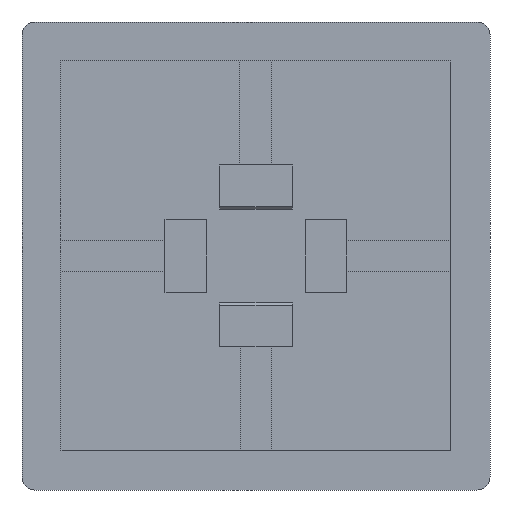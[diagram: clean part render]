
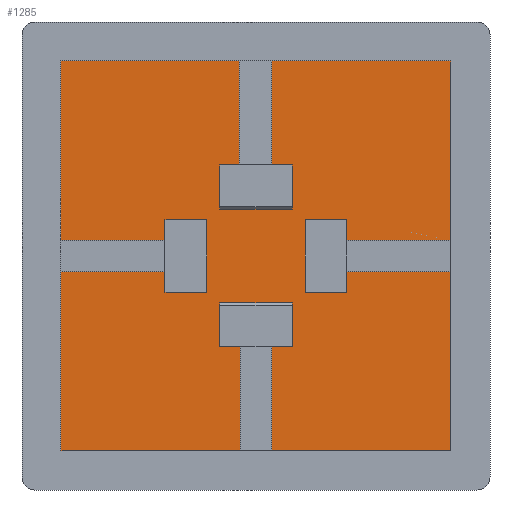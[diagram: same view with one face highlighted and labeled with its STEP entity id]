
A CAD part, front view. The second image highlights one B-rep face of the part: STEP entity #1285.
In plain terms, the highlighted planar face has unit normal (0, -1, 0).
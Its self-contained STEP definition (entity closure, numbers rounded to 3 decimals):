
#47=PLANE('',#1367);
#115=FACE_OUTER_BOUND('',#187,.T.);
#187=EDGE_LOOP('',(#1029,#1030,#1031,#1032,#1033,#1034,#1035,#1036,#1037,
#1038,#1039,#1040,#1041,#1042,#1043,#1044,#1045,#1046,#1047,#1048,#1049,
#1050,#1051,#1052,#1053,#1054,#1055,#1056,#1057,#1058,#1059,#1060,#1061,
#1062,#1063,#1064));
#268=LINE('',#1948,#430);
#272=LINE('',#1956,#434);
#275=LINE('',#1962,#437);
#279=LINE('',#1969,#441);
#281=LINE('',#1974,#443);
#285=LINE('',#1981,#447);
#286=LINE('',#1984,#448);
#290=LINE('',#1991,#452);
#291=LINE('',#1994,#453);
#292=LINE('',#1996,#454);
#293=LINE('',#1998,#455);
#294=LINE('',#2000,#456);
#295=LINE('',#2002,#457);
#296=LINE('',#2004,#458);
#297=LINE('',#2006,#459);
#298=LINE('',#2007,#460);
#299=LINE('',#2009,#461);
#300=LINE('',#2011,#462);
#301=LINE('',#2013,#463);
#302=LINE('',#2015,#464);
#303=LINE('',#2017,#465);
#304=LINE('',#2019,#466);
#305=LINE('',#2020,#467);
#306=LINE('',#2022,#468);
#307=LINE('',#2024,#469);
#308=LINE('',#2026,#470);
#309=LINE('',#2028,#471);
#310=LINE('',#2030,#472);
#311=LINE('',#2032,#473);
#312=LINE('',#2033,#474);
#313=LINE('',#2035,#475);
#314=LINE('',#2037,#476);
#315=LINE('',#2039,#477);
#316=LINE('',#2041,#478);
#317=LINE('',#2043,#479);
#318=LINE('',#2044,#480);
#430=VECTOR('',#1500,6.9);
#434=VECTOR('',#1504,6.9);
#437=VECTOR('',#1509,6.9);
#441=VECTOR('',#1513,6.9);
#443=VECTOR('',#1517,6.849);
#447=VECTOR('',#1521,6.9);
#448=VECTOR('',#1524,6.9);
#452=VECTOR('',#1528,6.9);
#453=VECTOR('',#1531,4.);
#454=VECTOR('',#1532,4.);
#455=VECTOR('',#1533,0.8);
#456=VECTOR('',#1534,1.6);
#457=VECTOR('',#1535,2.8);
#458=VECTOR('',#1536,1.6);
#459=VECTOR('',#1537,0.8);
#460=VECTOR('',#1538,4.);
#461=VECTOR('',#1539,4.);
#462=VECTOR('',#1540,0.8);
#463=VECTOR('',#1541,1.6);
#464=VECTOR('',#1542,2.8);
#465=VECTOR('',#1543,1.6);
#466=VECTOR('',#1544,0.749);
#467=VECTOR('',#1545,4.);
#468=VECTOR('',#1546,4.);
#469=VECTOR('',#1547,0.8);
#470=VECTOR('',#1548,1.6);
#471=VECTOR('',#1549,2.8);
#472=VECTOR('',#1550,1.6);
#473=VECTOR('',#1551,0.8);
#474=VECTOR('',#1552,4.);
#475=VECTOR('',#1553,4.);
#476=VECTOR('',#1554,0.8);
#477=VECTOR('',#1555,1.6);
#478=VECTOR('',#1556,2.8);
#479=VECTOR('',#1557,1.6);
#480=VECTOR('',#1558,0.8);
#611=VERTEX_POINT('',#1945);
#612=VERTEX_POINT('',#1947);
#615=VERTEX_POINT('',#1953);
#616=VERTEX_POINT('',#1955);
#617=VERTEX_POINT('',#1959);
#618=VERTEX_POINT('',#1961);
#621=VERTEX_POINT('',#1967);
#622=VERTEX_POINT('',#1971);
#623=VERTEX_POINT('',#1973);
#626=VERTEX_POINT('',#1979);
#627=VERTEX_POINT('',#1983);
#630=VERTEX_POINT('',#1989);
#631=VERTEX_POINT('',#1993);
#632=VERTEX_POINT('',#1995);
#633=VERTEX_POINT('',#1997);
#634=VERTEX_POINT('',#1999);
#635=VERTEX_POINT('',#2001);
#636=VERTEX_POINT('',#2003);
#637=VERTEX_POINT('',#2005);
#638=VERTEX_POINT('',#2008);
#639=VERTEX_POINT('',#2010);
#640=VERTEX_POINT('',#2012);
#641=VERTEX_POINT('',#2014);
#642=VERTEX_POINT('',#2016);
#643=VERTEX_POINT('',#2018);
#644=VERTEX_POINT('',#2021);
#645=VERTEX_POINT('',#2023);
#646=VERTEX_POINT('',#2025);
#647=VERTEX_POINT('',#2027);
#648=VERTEX_POINT('',#2029);
#649=VERTEX_POINT('',#2031);
#650=VERTEX_POINT('',#2034);
#651=VERTEX_POINT('',#2036);
#652=VERTEX_POINT('',#2038);
#653=VERTEX_POINT('',#2040);
#654=VERTEX_POINT('',#2042);
#756=EDGE_CURVE('',#612,#611,#268,.T.);
#760=EDGE_CURVE('',#616,#615,#272,.T.);
#763=EDGE_CURVE('',#618,#617,#275,.T.);
#767=EDGE_CURVE('',#611,#621,#279,.T.);
#769=EDGE_CURVE('',#623,#622,#281,.T.);
#773=EDGE_CURVE('',#617,#626,#285,.T.);
#774=EDGE_CURVE('',#627,#616,#286,.T.);
#778=EDGE_CURVE('',#622,#630,#290,.T.);
#779=EDGE_CURVE('',#612,#631,#291,.T.);
#780=EDGE_CURVE('',#621,#632,#292,.T.);
#781=EDGE_CURVE('',#633,#632,#293,.T.);
#782=EDGE_CURVE('',#633,#634,#294,.T.);
#783=EDGE_CURVE('',#635,#634,#295,.T.);
#784=EDGE_CURVE('',#635,#636,#296,.T.);
#785=EDGE_CURVE('',#637,#636,#297,.T.);
#786=EDGE_CURVE('',#618,#637,#298,.T.);
#787=EDGE_CURVE('',#626,#638,#299,.T.);
#788=EDGE_CURVE('',#639,#638,#300,.T.);
#789=EDGE_CURVE('',#639,#640,#301,.T.);
#790=EDGE_CURVE('',#641,#640,#302,.T.);
#791=EDGE_CURVE('',#641,#642,#303,.T.);
#792=EDGE_CURVE('',#643,#642,#304,.T.);
#793=EDGE_CURVE('',#623,#643,#305,.T.);
#794=EDGE_CURVE('',#630,#644,#306,.T.);
#795=EDGE_CURVE('',#645,#644,#307,.T.);
#796=EDGE_CURVE('',#645,#646,#308,.T.);
#797=EDGE_CURVE('',#647,#646,#309,.T.);
#798=EDGE_CURVE('',#647,#648,#310,.T.);
#799=EDGE_CURVE('',#649,#648,#311,.T.);
#800=EDGE_CURVE('',#627,#649,#312,.T.);
#801=EDGE_CURVE('',#615,#650,#313,.T.);
#802=EDGE_CURVE('',#651,#650,#314,.T.);
#803=EDGE_CURVE('',#651,#652,#315,.T.);
#804=EDGE_CURVE('',#653,#652,#316,.T.);
#805=EDGE_CURVE('',#653,#654,#317,.T.);
#806=EDGE_CURVE('',#631,#654,#318,.T.);
#1029=ORIENTED_EDGE('',*,*,#779,.F.);
#1030=ORIENTED_EDGE('',*,*,#756,.T.);
#1031=ORIENTED_EDGE('',*,*,#767,.T.);
#1032=ORIENTED_EDGE('',*,*,#780,.T.);
#1033=ORIENTED_EDGE('',*,*,#781,.F.);
#1034=ORIENTED_EDGE('',*,*,#782,.T.);
#1035=ORIENTED_EDGE('',*,*,#783,.F.);
#1036=ORIENTED_EDGE('',*,*,#784,.T.);
#1037=ORIENTED_EDGE('',*,*,#785,.F.);
#1038=ORIENTED_EDGE('',*,*,#786,.F.);
#1039=ORIENTED_EDGE('',*,*,#763,.T.);
#1040=ORIENTED_EDGE('',*,*,#773,.T.);
#1041=ORIENTED_EDGE('',*,*,#787,.T.);
#1042=ORIENTED_EDGE('',*,*,#788,.F.);
#1043=ORIENTED_EDGE('',*,*,#789,.T.);
#1044=ORIENTED_EDGE('',*,*,#790,.F.);
#1045=ORIENTED_EDGE('',*,*,#791,.T.);
#1046=ORIENTED_EDGE('',*,*,#792,.F.);
#1047=ORIENTED_EDGE('',*,*,#793,.F.);
#1048=ORIENTED_EDGE('',*,*,#769,.T.);
#1049=ORIENTED_EDGE('',*,*,#778,.T.);
#1050=ORIENTED_EDGE('',*,*,#794,.T.);
#1051=ORIENTED_EDGE('',*,*,#795,.F.);
#1052=ORIENTED_EDGE('',*,*,#796,.T.);
#1053=ORIENTED_EDGE('',*,*,#797,.F.);
#1054=ORIENTED_EDGE('',*,*,#798,.T.);
#1055=ORIENTED_EDGE('',*,*,#799,.F.);
#1056=ORIENTED_EDGE('',*,*,#800,.F.);
#1057=ORIENTED_EDGE('',*,*,#774,.T.);
#1058=ORIENTED_EDGE('',*,*,#760,.T.);
#1059=ORIENTED_EDGE('',*,*,#801,.T.);
#1060=ORIENTED_EDGE('',*,*,#802,.F.);
#1061=ORIENTED_EDGE('',*,*,#803,.T.);
#1062=ORIENTED_EDGE('',*,*,#804,.F.);
#1063=ORIENTED_EDGE('',*,*,#805,.T.);
#1064=ORIENTED_EDGE('',*,*,#806,.F.);
#1285=ADVANCED_FACE('',(#115),#47,.T.);
#1367=AXIS2_PLACEMENT_3D('',#1992,#1529,#1530);
#1500=DIRECTION('',(1.,0.,0.));
#1504=DIRECTION('',(1.,0.,0.));
#1509=DIRECTION('',(0.,0.,1.));
#1513=DIRECTION('',(0.,0.,1.));
#1517=DIRECTION('',(-1.,0.,0.));
#1521=DIRECTION('',(-1.,0.,0.));
#1524=DIRECTION('',(0.,0.,-1.));
#1528=DIRECTION('',(0.,0.,-1.));
#1529=DIRECTION('center_axis',(0.,-1.,0.));
#1530=DIRECTION('ref_axis',(-1.,0.,0.));
#1531=DIRECTION('',(0.,0.,1.));
#1532=DIRECTION('',(-1.,0.,0.));
#1533=DIRECTION('',(0.,0.,1.));
#1534=DIRECTION('',(-1.,0.,0.));
#1535=DIRECTION('',(0.,0.,-1.));
#1536=DIRECTION('',(1.,0.,0.));
#1537=DIRECTION('',(0.,0.,1.));
#1538=DIRECTION('',(-1.,0.,0.));
#1539=DIRECTION('',(0.,0.,-1.));
#1540=DIRECTION('',(-1.,0.,0.));
#1541=DIRECTION('',(0.,0.,-1.));
#1542=DIRECTION('',(1.,0.,0.));
#1543=DIRECTION('',(0.,0.,1.));
#1544=DIRECTION('',(-1.,0.,0.));
#1545=DIRECTION('',(0.,0.,-1.));
#1546=DIRECTION('',(1.,0.,0.));
#1547=DIRECTION('',(0.,0.,-1.));
#1548=DIRECTION('',(1.,0.,0.));
#1549=DIRECTION('',(0.,0.,1.));
#1550=DIRECTION('',(-1.,0.,0.));
#1551=DIRECTION('',(0.,0.,-1.));
#1552=DIRECTION('',(1.,0.,0.));
#1553=DIRECTION('',(0.,0.,1.));
#1554=DIRECTION('',(1.,0.,0.));
#1555=DIRECTION('',(0.,0.,1.));
#1556=DIRECTION('',(-1.,0.,0.));
#1557=DIRECTION('',(0.,0.,-1.));
#1558=DIRECTION('',(1.,0.,0.));
#1945=CARTESIAN_POINT('',(7.5,-2.,-7.5));
#1947=CARTESIAN_POINT('',(0.6,-2.,-7.5));
#1948=CARTESIAN_POINT('',(0.6,-2.,-7.5));
#1953=CARTESIAN_POINT('',(-0.6,-2.,-7.5));
#1955=CARTESIAN_POINT('',(-7.5,-2.,-7.5));
#1956=CARTESIAN_POINT('',(-7.5,-2.,-7.5));
#1959=CARTESIAN_POINT('',(7.5,-2.,7.5));
#1961=CARTESIAN_POINT('',(7.5,-2.,0.6));
#1962=CARTESIAN_POINT('',(7.5,-2.,0.6));
#1967=CARTESIAN_POINT('',(7.5,-2.,-0.6));
#1969=CARTESIAN_POINT('',(7.5,-2.,-7.5));
#1971=CARTESIAN_POINT('',(-7.5,-2.,7.5));
#1973=CARTESIAN_POINT('',(-0.651,-2.,7.5));
#1974=CARTESIAN_POINT('',(-0.651,-2.,7.5));
#1979=CARTESIAN_POINT('',(0.6,-2.,7.5));
#1981=CARTESIAN_POINT('',(7.5,-2.,7.5));
#1983=CARTESIAN_POINT('',(-7.5,-2.,-0.6));
#1984=CARTESIAN_POINT('',(-7.5,-2.,-0.6));
#1989=CARTESIAN_POINT('',(-7.5,-2.,0.6));
#1991=CARTESIAN_POINT('',(-7.5,-2.,7.5));
#1992=CARTESIAN_POINT('Origin',(0.,-2.,0.));
#1993=CARTESIAN_POINT('',(0.6,-2.,-3.5));
#1994=CARTESIAN_POINT('',(0.6,-2.,-7.5));
#1995=CARTESIAN_POINT('',(3.5,-2.,-0.6));
#1996=CARTESIAN_POINT('',(7.5,-2.,-0.6));
#1997=CARTESIAN_POINT('',(3.5,-2.,-1.4));
#1998=CARTESIAN_POINT('',(3.5,-2.,-1.4));
#1999=CARTESIAN_POINT('',(1.9,-2.,-1.4));
#2000=CARTESIAN_POINT('',(3.5,-2.,-1.4));
#2001=CARTESIAN_POINT('',(1.9,-2.,1.4));
#2002=CARTESIAN_POINT('',(1.9,-2.,1.4));
#2003=CARTESIAN_POINT('',(3.5,-2.,1.4));
#2004=CARTESIAN_POINT('',(1.9,-2.,1.4));
#2005=CARTESIAN_POINT('',(3.5,-2.,0.6));
#2006=CARTESIAN_POINT('',(3.5,-2.,0.6));
#2007=CARTESIAN_POINT('',(7.5,-2.,0.6));
#2008=CARTESIAN_POINT('',(0.6,-2.,3.5));
#2009=CARTESIAN_POINT('',(0.6,-2.,7.5));
#2010=CARTESIAN_POINT('',(1.4,-2.,3.5));
#2011=CARTESIAN_POINT('',(1.4,-2.,3.5));
#2012=CARTESIAN_POINT('',(1.4,-2.,1.9));
#2013=CARTESIAN_POINT('',(1.4,-2.,3.5));
#2014=CARTESIAN_POINT('',(-1.4,-2.,1.9));
#2015=CARTESIAN_POINT('',(-1.4,-2.,1.9));
#2016=CARTESIAN_POINT('',(-1.4,-2.,3.5));
#2017=CARTESIAN_POINT('',(-1.4,-2.,1.9));
#2018=CARTESIAN_POINT('',(-0.651,-2.,3.5));
#2019=CARTESIAN_POINT('',(-0.651,-2.,3.5));
#2020=CARTESIAN_POINT('',(-0.651,-2.,7.5));
#2021=CARTESIAN_POINT('',(-3.5,-2.,0.6));
#2022=CARTESIAN_POINT('',(-7.5,-2.,0.6));
#2023=CARTESIAN_POINT('',(-3.5,-2.,1.4));
#2024=CARTESIAN_POINT('',(-3.5,-2.,1.4));
#2025=CARTESIAN_POINT('',(-1.9,-2.,1.4));
#2026=CARTESIAN_POINT('',(-3.5,-2.,1.4));
#2027=CARTESIAN_POINT('',(-1.9,-2.,-1.4));
#2028=CARTESIAN_POINT('',(-1.9,-2.,-1.4));
#2029=CARTESIAN_POINT('',(-3.5,-2.,-1.4));
#2030=CARTESIAN_POINT('',(-1.9,-2.,-1.4));
#2031=CARTESIAN_POINT('',(-3.5,-2.,-0.6));
#2032=CARTESIAN_POINT('',(-3.5,-2.,-0.6));
#2033=CARTESIAN_POINT('',(-7.5,-2.,-0.6));
#2034=CARTESIAN_POINT('',(-0.6,-2.,-3.5));
#2035=CARTESIAN_POINT('',(-0.6,-2.,-7.5));
#2036=CARTESIAN_POINT('',(-1.4,-2.,-3.5));
#2037=CARTESIAN_POINT('',(-1.4,-2.,-3.5));
#2038=CARTESIAN_POINT('',(-1.4,-2.,-1.9));
#2039=CARTESIAN_POINT('',(-1.4,-2.,-3.5));
#2040=CARTESIAN_POINT('',(1.4,-2.,-1.9));
#2041=CARTESIAN_POINT('',(1.4,-2.,-1.9));
#2042=CARTESIAN_POINT('',(1.4,-2.,-3.5));
#2043=CARTESIAN_POINT('',(1.4,-2.,-1.9));
#2044=CARTESIAN_POINT('',(0.6,-2.,-3.5));
